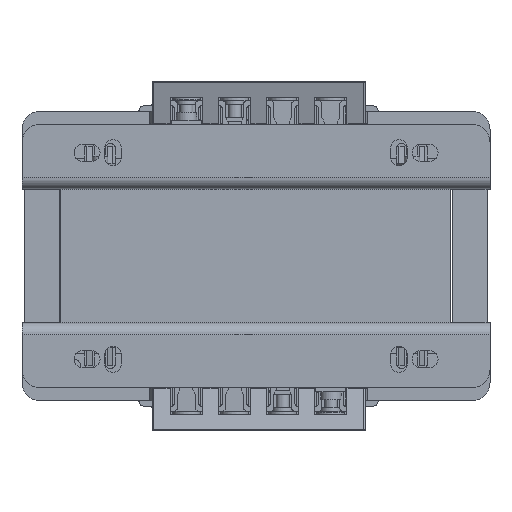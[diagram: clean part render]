
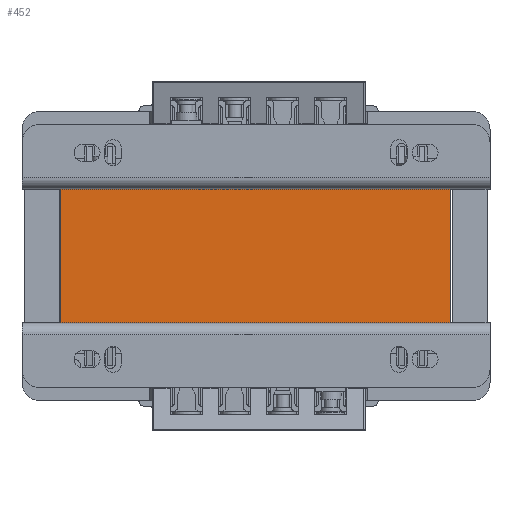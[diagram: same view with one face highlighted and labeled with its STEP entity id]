
A CAD part, front view. The second image highlights one B-rep face of the part: STEP entity #452.
In plain terms, the highlighted planar face has unit normal (0, -1, 0).
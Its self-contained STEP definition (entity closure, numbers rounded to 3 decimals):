
#5=DIRECTION('',(1.,0.,0.));
#6=VECTOR('',#5,150.);
#7=CARTESIAN_POINT('',(-75.,-75.,0.));
#8=LINE('',#7,#6);
#97=DIRECTION('',(0.,0.,1.));
#98=VECTOR('',#97,51.4);
#99=CARTESIAN_POINT('',(75.,-75.,0.));
#100=LINE('',#99,#98);
#101=DIRECTION('',(0.,0.,1.));
#102=VECTOR('',#101,51.4);
#103=CARTESIAN_POINT('',(-75.,-75.,0.));
#104=LINE('',#103,#102);
#117=DIRECTION('',(1.,0.,0.));
#118=VECTOR('',#117,150.);
#119=CARTESIAN_POINT('',(-75.,-75.,51.4));
#120=LINE('',#119,#118);
#258=CARTESIAN_POINT('',(-75.,-75.,0.));
#260=VERTEX_POINT('',#258);
#261=CARTESIAN_POINT('',(75.,-75.,0.));
#262=VERTEX_POINT('',#261);
#282=CARTESIAN_POINT('',(-75.,-75.,51.4));
#284=VERTEX_POINT('',#282);
#285=CARTESIAN_POINT('',(75.,-75.,51.4));
#286=VERTEX_POINT('',#285);
#440=CARTESIAN_POINT('',(-75.,-75.,0.));
#441=DIRECTION('',(0.,-1.,0.));
#442=DIRECTION('',(1.,0.,0.));
#443=AXIS2_PLACEMENT_3D('',#440,#441,#442);
#444=PLANE('',#443);
#445=ORIENTED_EDGE('',*,*,#344,.F.);
#446=ORIENTED_EDGE('',*,*,#407,.T.);
#448=ORIENTED_EDGE('',*,*,#447,.T.);
#449=ORIENTED_EDGE('',*,*,#432,.F.);
#450=EDGE_LOOP('',(#445,#446,#448,#449));
#451=FACE_OUTER_BOUND('',#450,.F.);
#344=EDGE_CURVE('',#260,#262,#8,.T.);
#407=EDGE_CURVE('',#260,#284,#104,.T.);
#432=EDGE_CURVE('',#262,#286,#100,.T.);
#447=EDGE_CURVE('',#284,#286,#120,.T.);
#452=ADVANCED_FACE('',(#451),#444,.T.);
